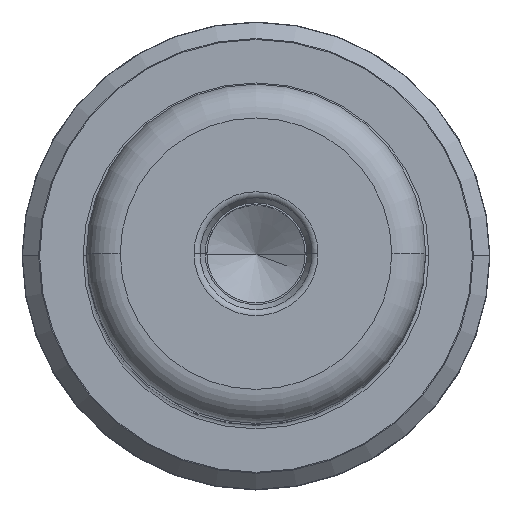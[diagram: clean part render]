
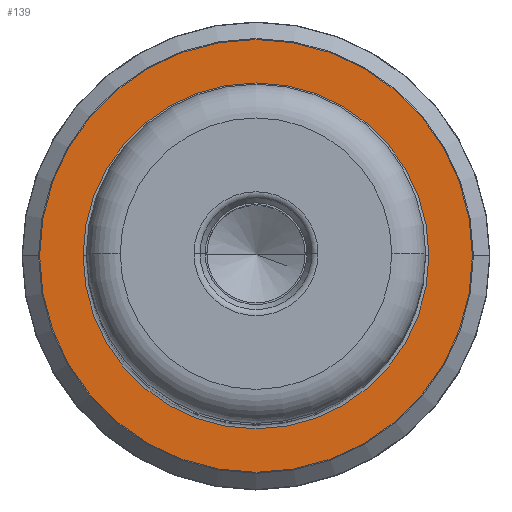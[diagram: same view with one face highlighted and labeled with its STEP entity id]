
A CAD part, top view. The second image highlights one B-rep face of the part: STEP entity #139.
In plain terms, the highlighted planar face has unit normal (0, 0, 1).
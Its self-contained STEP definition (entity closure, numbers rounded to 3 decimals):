
#77 = DIRECTION ( 'NONE',  ( 0., 0., 1. ) ) ;
#139 = ADVANCED_FACE ( 'NONE', ( #423, #2327 ), #3970, .T. ) ;
#184 = AXIS2_PLACEMENT_3D ( 'NONE', #3989, #77, #3647 ) ;
#216 = CARTESIAN_POINT ( 'NONE',  ( -25.5, 0., 50. ) ) ;
#242 = ORIENTED_EDGE ( 'NONE', *, *, #1848, .T. ) ;
#423 = FACE_BOUND ( 'NONE', #941, .T. ) ;
#646 = DIRECTION ( 'NONE',  ( 0., 0., -1. ) ) ;
#705 = CIRCLE ( 'NONE', #3531, 31.917 ) ;
#909 = CARTESIAN_POINT ( 'NONE',  ( 25.5, 0., 50. ) ) ;
#937 = CARTESIAN_POINT ( 'NONE',  ( 0., 0., 50. ) ) ;
#941 = EDGE_LOOP ( 'NONE', ( #3732, #2383 ) ) ;
#943 = DIRECTION ( 'NONE',  ( 0., 0., 1. ) ) ;
#1162 = CARTESIAN_POINT ( 'NONE',  ( -31.917, 0., 50. ) ) ;
#1288 = CARTESIAN_POINT ( 'NONE',  ( 0., 0., 50. ) ) ;
#1352 = DIRECTION ( 'NONE',  ( 1., 0., 0. ) ) ;
#1384 = AXIS2_PLACEMENT_3D ( 'NONE', #937, #2253, #3573 ) ;
#1389 = EDGE_CURVE ( 'NONE', #3099, #1510, #705, .T. ) ;
#1510 = VERTEX_POINT ( 'NONE', #1693 ) ;
#1631 = DIRECTION ( 'NONE',  ( -1., 0., 0. ) ) ;
#1636 = CIRCLE ( 'NONE', #3020, 25.5 ) ;
#1693 = CARTESIAN_POINT ( 'NONE',  ( 31.917, 0., 50. ) ) ;
#1743 = CIRCLE ( 'NONE', #2371, 25.5 ) ;
#1848 = EDGE_CURVE ( 'NONE', #1510, #3099, #3515, .T. ) ;
#2036 = ORIENTED_EDGE ( 'NONE', *, *, #1389, .T. ) ;
#2129 = CARTESIAN_POINT ( 'NONE',  ( 0., 0., 50. ) ) ;
#2253 = DIRECTION ( 'NONE',  ( 0., 0., 1. ) ) ;
#2265 = CARTESIAN_POINT ( 'NONE',  ( 0., 0., 50. ) ) ;
#2327 = FACE_OUTER_BOUND ( 'NONE', #3497, .T. ) ;
#2371 = AXIS2_PLACEMENT_3D ( 'NONE', #2129, #3748, #3427 ) ;
#2383 = ORIENTED_EDGE ( 'NONE', *, *, #3464, .T. ) ;
#2954 = VERTEX_POINT ( 'NONE', #216 ) ;
#3020 = AXIS2_PLACEMENT_3D ( 'NONE', #2265, #646, #1631 ) ;
#3099 = VERTEX_POINT ( 'NONE', #1162 ) ;
#3427 = DIRECTION ( 'NONE',  ( -1., 0., 0. ) ) ;
#3464 = EDGE_CURVE ( 'NONE', #3882, #2954, #1636, .T. ) ;
#3497 = EDGE_LOOP ( 'NONE', ( #242, #2036 ) ) ;
#3515 = CIRCLE ( 'NONE', #1384, 31.917 ) ;
#3531 = AXIS2_PLACEMENT_3D ( 'NONE', #1288, #943, #1352 ) ;
#3573 = DIRECTION ( 'NONE',  ( 1., 0., 0. ) ) ;
#3647 = DIRECTION ( 'NONE',  ( 1., 0., 0. ) ) ;
#3732 = ORIENTED_EDGE ( 'NONE', *, *, #4125, .T. ) ;
#3748 = DIRECTION ( 'NONE',  ( 0., 0., -1. ) ) ;
#3882 = VERTEX_POINT ( 'NONE', #909 ) ;
#3970 = PLANE ( 'NONE',  #184 ) ;
#3989 = CARTESIAN_POINT ( 'NONE',  ( 0., 0., 50. ) ) ;
#4125 = EDGE_CURVE ( 'NONE', #2954, #3882, #1743, .T. ) ;
